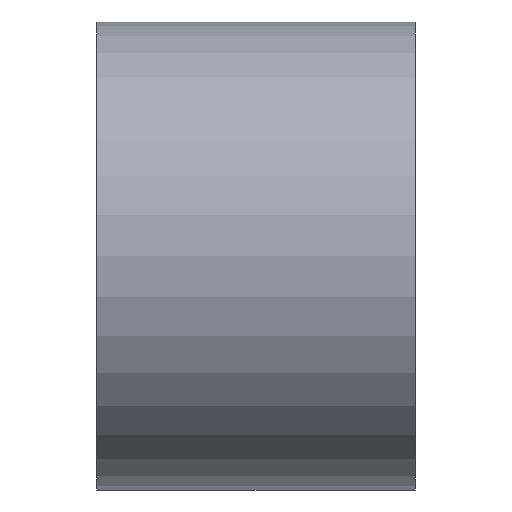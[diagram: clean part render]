
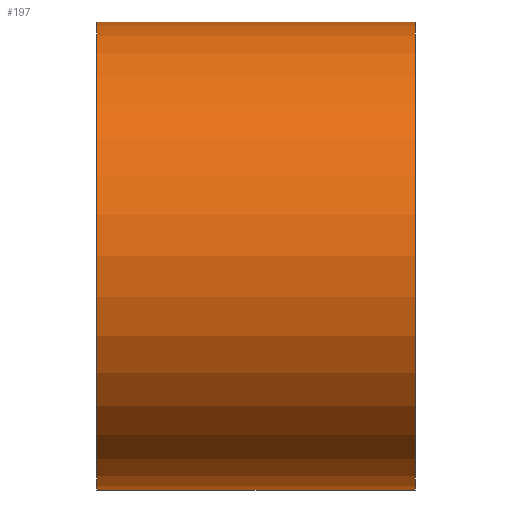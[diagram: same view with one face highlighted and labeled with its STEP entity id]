
A CAD part, left-side view. The second image highlights one B-rep face of the part: STEP entity #197.
In plain terms, the highlighted cylindrical face has radius 28 mm (diameter 56 mm), a partial arc.
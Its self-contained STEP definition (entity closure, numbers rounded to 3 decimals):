
#13 = CARTESIAN_POINT ( 'NONE',  ( 0., 38.1, 0. ) ) ;
#17 = CIRCLE ( 'NONE', #72, 28. ) ;
#18 = DIRECTION ( 'NONE',  ( 0., 1., 0. ) ) ;
#19 = CYLINDRICAL_SURFACE ( 'NONE', #163, 28. ) ;
#20 = CARTESIAN_POINT ( 'NONE',  ( 0., 0., 28. ) ) ;
#24 = VECTOR ( 'NONE', #18, 1000. ) ;
#32 = CARTESIAN_POINT ( 'NONE',  ( 0., 0., 0. ) ) ;
#34 = CARTESIAN_POINT ( 'NONE',  ( 0., 0., -28. ) ) ;
#61 = DIRECTION ( 'NONE',  ( 0., 1., 0. ) ) ;
#65 = EDGE_CURVE ( 'NONE', #207, #181, #217, .T. ) ;
#72 = AXIS2_PLACEMENT_3D ( 'NONE', #32, #239, #115 ) ;
#78 = EDGE_CURVE ( 'NONE', #240, #181, #205, .T. ) ;
#80 = ORIENTED_EDGE ( 'NONE', *, *, #78, .F. ) ;
#102 = CARTESIAN_POINT ( 'NONE',  ( 0., 161.376, -28. ) ) ;
#111 = DIRECTION ( 'NONE',  ( 0., 0., 1. ) ) ;
#115 = DIRECTION ( 'NONE',  ( 0., 0., 1. ) ) ;
#123 = LINE ( 'NONE', #102, #24 ) ;
#124 = CARTESIAN_POINT ( 'NONE',  ( 0., 38.1, -28. ) ) ;
#134 = VECTOR ( 'NONE', #61, 1000. ) ;
#135 = DIRECTION ( 'NONE',  ( 0., 1., 0. ) ) ;
#147 = DIRECTION ( 'NONE',  ( 0., 0., 1. ) ) ;
#163 = AXIS2_PLACEMENT_3D ( 'NONE', #185, #208, #147 ) ;
#170 = CARTESIAN_POINT ( 'NONE',  ( 0., 161.376, 28. ) ) ;
#175 = CARTESIAN_POINT ( 'NONE',  ( 0., 38.1, 28. ) ) ;
#177 = FACE_OUTER_BOUND ( 'NONE', #218, .T. ) ;
#178 = ORIENTED_EDGE ( 'NONE', *, *, #219, .F. ) ;
#180 = EDGE_CURVE ( 'NONE', #229, #207, #17, .T. ) ;
#181 = VERTEX_POINT ( 'NONE', #175 ) ;
#185 = CARTESIAN_POINT ( 'NONE',  ( 0., 161.376, 0. ) ) ;
#197 = ADVANCED_FACE ( 'NONE', ( #177 ), #19, .T. ) ;
#205 = CIRCLE ( 'NONE', #222, 28. ) ;
#207 = VERTEX_POINT ( 'NONE', #20 ) ;
#208 = DIRECTION ( 'NONE',  ( 0., 1., 0. ) ) ;
#217 = LINE ( 'NONE', #170, #134 ) ;
#218 = EDGE_LOOP ( 'NONE', ( #178, #243, #225, #80 ) ) ;
#219 = EDGE_CURVE ( 'NONE', #229, #240, #123, .T. ) ;
#222 = AXIS2_PLACEMENT_3D ( 'NONE', #13, #135, #111 ) ;
#225 = ORIENTED_EDGE ( 'NONE', *, *, #65, .T. ) ;
#229 = VERTEX_POINT ( 'NONE', #34 ) ;
#239 = DIRECTION ( 'NONE',  ( 0., 1., 0. ) ) ;
#240 = VERTEX_POINT ( 'NONE', #124 ) ;
#243 = ORIENTED_EDGE ( 'NONE', *, *, #180, .T. ) ;
